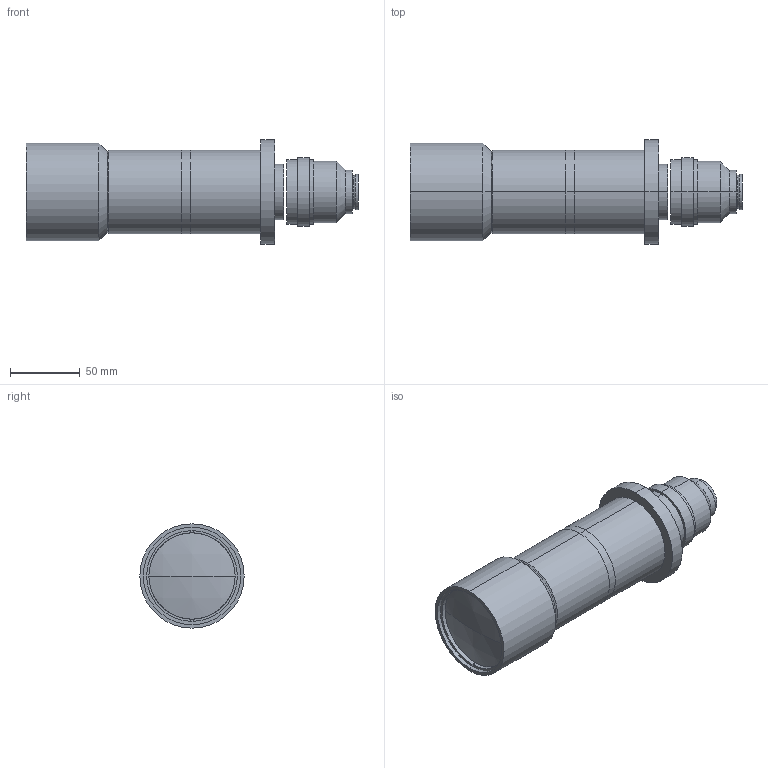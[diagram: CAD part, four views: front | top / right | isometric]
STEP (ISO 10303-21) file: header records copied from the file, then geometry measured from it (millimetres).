
FILE_DESCRIPTION (( 'STEP AP203' ), '1' );
FILE_NAME ('S5LPJ1252_02.STEP', '2016-01-21T07:28:58', ( '' ), ( '' ), 'SwSTEP 2.0', 'SolidWorks 2015', '' );
FILE_SCHEMA (( 'CONFIG_CONTROL_DESIGN' ));
Length unit declared in the file: millimetre
Products named in the file (1): S5LPJ1252_02
Bounding box: 238.62 x 75 x 75 mm (x, y, z)
Surface area: 62756.8 mm2 (no closed solid volume)
Topology: 0 solids, 14 shells, 82 faces, 200 edges, 135 vertices
Faces by surface type: cylinder 40, plane 24, cone 10, torus 6, sphere 2
Entity records: 2562 total; most frequent: DIRECTION 496, CARTESIAN_POINT 456, ORIENTED_EDGE 338, AXIS2_PLACEMENT_3D 215, EDGE_CURVE 200, VERTEX_POINT 135, CIRCLE 132, EDGE_LOOP 99
